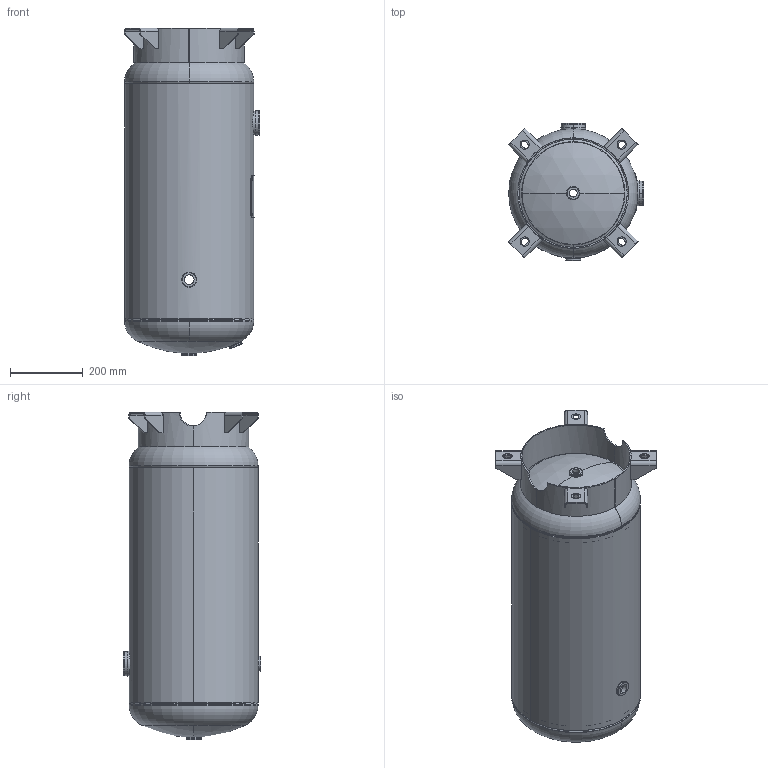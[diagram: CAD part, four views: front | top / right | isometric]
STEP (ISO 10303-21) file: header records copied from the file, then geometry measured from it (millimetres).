
FILE_DESCRIPTION (( 'STEP AP203' ), '1' );
FILE_NAME ('302404.STEP', '2012-02-03T23:26:54', ( '' ), ( '' ), 'SwSTEP 2.0', 'SolidWorks 2011', '' );
FILE_SCHEMA (( 'CONFIG_CONTROL_DESIGN' ));
Length unit declared in the file: inch
Products named in the file (1): 302404
Bounding box: 372.88 x 378.61 x 903.79 mm (x, y, z)
Surface area: 2253526.3 mm2 (no closed solid volume)
Topology: 0 solids, 22 shells, 257 faces, 641 edges, 402 vertices
Faces by surface type: plane 104, cylinder 75, torus 56, bspline 16, sphere 6
Full cylindrical faces by diameter (mm): 350.215 x1, 355.6 x1
Entity records: 11629 total; most frequent: CARTESIAN_POINT 5451, DIRECTION 1345, ORIENTED_EDGE 1144, EDGE_CURVE 641, AXIS2_PLACEMENT_3D 538, VERTEX_POINT 402, CIRCLE 296, EDGE_LOOP 290
